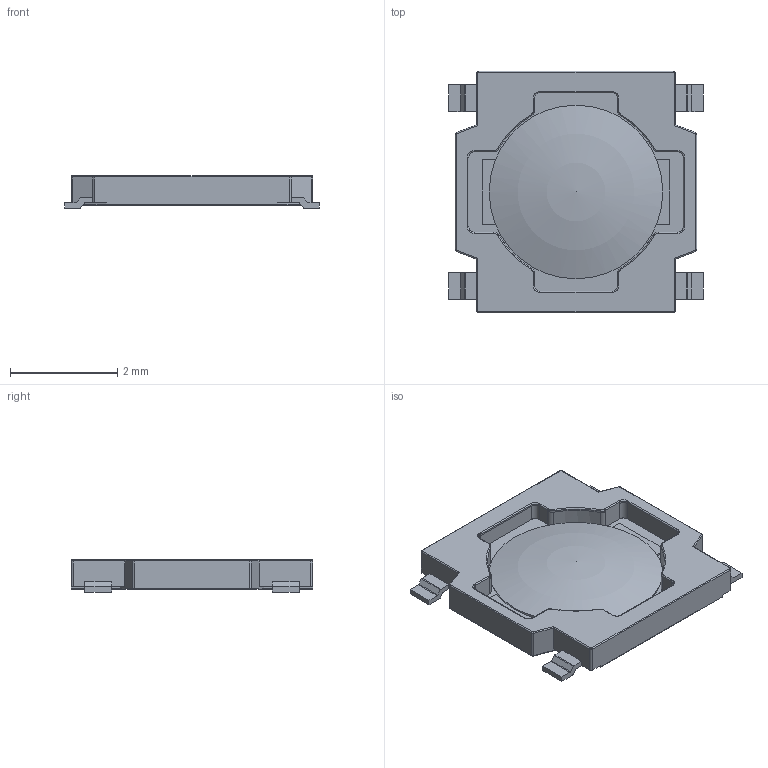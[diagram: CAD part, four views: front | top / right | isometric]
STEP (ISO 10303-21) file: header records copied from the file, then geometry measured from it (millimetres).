
FILE_DESCRIPTION(/* description */ (''),/* implementation_level */ '2;1');
FILE_NAME(/* name */ 'E-Switch - TL3315.step',/* time_stamp */ '2019-12-06T12:48:43+00:00',/* author */ (''),/* organization */ (''),/* preprocessor_version */ 'ST-DEVELOPER v18',/* originating_system */ 'Autodesk Translation Framework v8.12.0.6',/* authorisation */ '');
FILE_SCHEMA (('AUTOMOTIVE_DESIGN { 1 0 10303 214 3 1 1 }'));
Length unit declared in the file: millimetre
Products named in the file (1): E-Switch - TL3315
Bounding box: 4.75 x 4.5 x 0.6 mm (x, y, z)
Volume: 6.8 mm3; surface area: 71.9 mm2
Topology: 2 solids, 2 shells, 248 faces, 653 edges, 412 vertices
Faces by surface type: plane 109, cylinder 104, torus 20, bspline 12, sphere 2, cone 1
Entity records: 7796 total; most frequent: CARTESIAN_POINT 1408, DIRECTION 1363, ORIENTED_EDGE 1302, EDGE_CURVE 651, AXIS2_PLACEMENT_3D 475, LINE 413, VECTOR 413, VERTEX_POINT 412
